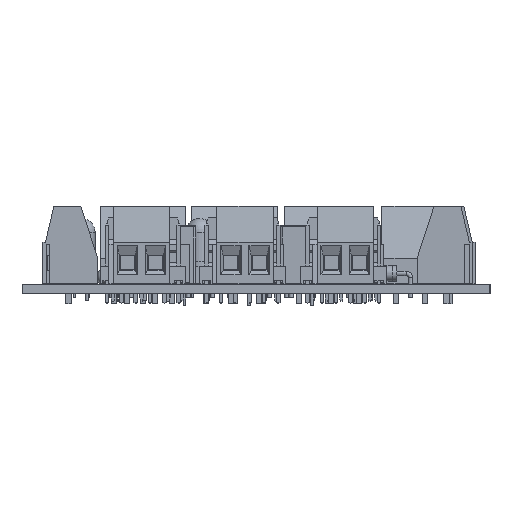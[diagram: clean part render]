
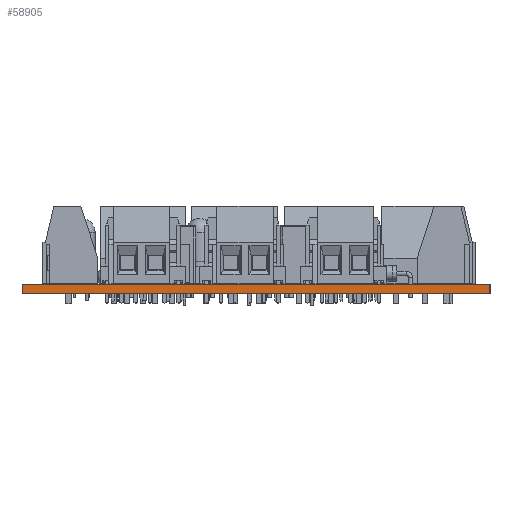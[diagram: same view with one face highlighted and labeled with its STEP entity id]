
A CAD part, left-side view. The second image highlights one B-rep face of the part: STEP entity #58905.
In plain terms, the highlighted planar face has unit normal (-1, 0, 0).
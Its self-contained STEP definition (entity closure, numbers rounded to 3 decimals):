
#58724 = PLANE('',#58725);
#58725 = AXIS2_PLACEMENT_3D('',#58726,#58727,#58728);
#58726 = CARTESIAN_POINT('',(158.242,-125.857,0.));
#58727 = DIRECTION('',(0.,-1.,0.));
#58728 = DIRECTION('',(-1.,0.,0.));
#58749 = VERTEX_POINT('',#58750);
#58750 = CARTESIAN_POINT('',(47.625,-125.857,1.6));
#58764 = PLANE('',#58765);
#58765 = AXIS2_PLACEMENT_3D('',#58766,#58767,#58768);
#58766 = CARTESIAN_POINT('',(102.934,-84.328,1.6));
#58767 = DIRECTION('',(-0.,-0.,-1.));
#58768 = DIRECTION('',(-1.,0.,0.));
#58776 = EDGE_CURVE('',#58777,#58749,#58779,.T.);
#58777 = VERTEX_POINT('',#58778);
#58778 = CARTESIAN_POINT('',(47.625,-125.857,0.));
#58779 = SURFACE_CURVE('',#58780,(#58784,#58791),.PCURVE_S1.);
#58780 = LINE('',#58781,#58782);
#58781 = CARTESIAN_POINT('',(47.625,-125.857,0.));
#58782 = VECTOR('',#58783,1.);
#58783 = DIRECTION('',(0.,0.,1.));
#58784 = PCURVE('',#58724,#58785);
#58785 = DEFINITIONAL_REPRESENTATION('',(#58786),#58790);
#58786 = LINE('',#58787,#58788);
#58787 = CARTESIAN_POINT('',(110.617,0.));
#58788 = VECTOR('',#58789,1.);
#58789 = DIRECTION('',(0.,-1.));
#58790 = ( GEOMETRIC_REPRESENTATION_CONTEXT(2) 
PARAMETRIC_REPRESENTATION_CONTEXT() REPRESENTATION_CONTEXT('2D SPACE',''
  ) );
#58791 = PCURVE('',#58792,#58797);
#58792 = PLANE('',#58793);
#58793 = AXIS2_PLACEMENT_3D('',#58794,#58795,#58796);
#58794 = CARTESIAN_POINT('',(47.625,-125.857,0.));
#58795 = DIRECTION('',(-1.,0.,0.));
#58796 = DIRECTION('',(0.,1.,0.));
#58797 = DEFINITIONAL_REPRESENTATION('',(#58798),#58802);
#58798 = LINE('',#58799,#58800);
#58799 = CARTESIAN_POINT('',(0.,0.));
#58800 = VECTOR('',#58801,1.);
#58801 = DIRECTION('',(0.,-1.));
#58802 = ( GEOMETRIC_REPRESENTATION_CONTEXT(2) 
PARAMETRIC_REPRESENTATION_CONTEXT() REPRESENTATION_CONTEXT('2D SPACE',''
  ) );
#58818 = PLANE('',#58819);
#58819 = AXIS2_PLACEMENT_3D('',#58820,#58821,#58822);
#58820 = CARTESIAN_POINT('',(102.934,-84.328,0.));
#58821 = DIRECTION('',(-0.,-0.,-1.));
#58822 = DIRECTION('',(-1.,0.,0.));
#58851 = PLANE('',#58852);
#58852 = AXIS2_PLACEMENT_3D('',#58853,#58854,#58855);
#58853 = CARTESIAN_POINT('',(47.625,-42.799,0.));
#58854 = DIRECTION('',(0.,1.,0.));
#58855 = DIRECTION('',(1.,0.,0.));
#58905 = ADVANCED_FACE('',(#58906),#58792,.T.);
#58906 = FACE_BOUND('',#58907,.T.);
#58907 = EDGE_LOOP('',(#58908,#58909,#58932,#58955));
#58908 = ORIENTED_EDGE('',*,*,#58776,.T.);
#58909 = ORIENTED_EDGE('',*,*,#58910,.T.);
#58910 = EDGE_CURVE('',#58749,#58911,#58913,.T.);
#58911 = VERTEX_POINT('',#58912);
#58912 = CARTESIAN_POINT('',(47.625,-42.799,1.6));
#58913 = SURFACE_CURVE('',#58914,(#58918,#58925),.PCURVE_S1.);
#58914 = LINE('',#58915,#58916);
#58915 = CARTESIAN_POINT('',(47.625,-125.857,1.6));
#58916 = VECTOR('',#58917,1.);
#58917 = DIRECTION('',(0.,1.,0.));
#58918 = PCURVE('',#58792,#58919);
#58919 = DEFINITIONAL_REPRESENTATION('',(#58920),#58924);
#58920 = LINE('',#58921,#58922);
#58921 = CARTESIAN_POINT('',(0.,-1.6));
#58922 = VECTOR('',#58923,1.);
#58923 = DIRECTION('',(1.,0.));
#58924 = ( GEOMETRIC_REPRESENTATION_CONTEXT(2) 
PARAMETRIC_REPRESENTATION_CONTEXT() REPRESENTATION_CONTEXT('2D SPACE',''
  ) );
#58925 = PCURVE('',#58764,#58926);
#58926 = DEFINITIONAL_REPRESENTATION('',(#58927),#58931);
#58927 = LINE('',#58928,#58929);
#58928 = CARTESIAN_POINT('',(55.309,-41.529));
#58929 = VECTOR('',#58930,1.);
#58930 = DIRECTION('',(0.,1.));
#58931 = ( GEOMETRIC_REPRESENTATION_CONTEXT(2) 
PARAMETRIC_REPRESENTATION_CONTEXT() REPRESENTATION_CONTEXT('2D SPACE',''
  ) );
#58932 = ORIENTED_EDGE('',*,*,#58933,.F.);
#58933 = EDGE_CURVE('',#58934,#58911,#58936,.T.);
#58934 = VERTEX_POINT('',#58935);
#58935 = CARTESIAN_POINT('',(47.625,-42.799,0.));
#58936 = SURFACE_CURVE('',#58937,(#58941,#58948),.PCURVE_S1.);
#58937 = LINE('',#58938,#58939);
#58938 = CARTESIAN_POINT('',(47.625,-42.799,0.));
#58939 = VECTOR('',#58940,1.);
#58940 = DIRECTION('',(0.,0.,1.));
#58941 = PCURVE('',#58792,#58942);
#58942 = DEFINITIONAL_REPRESENTATION('',(#58943),#58947);
#58943 = LINE('',#58944,#58945);
#58944 = CARTESIAN_POINT('',(83.058,0.));
#58945 = VECTOR('',#58946,1.);
#58946 = DIRECTION('',(0.,-1.));
#58947 = ( GEOMETRIC_REPRESENTATION_CONTEXT(2) 
PARAMETRIC_REPRESENTATION_CONTEXT() REPRESENTATION_CONTEXT('2D SPACE',''
  ) );
#58948 = PCURVE('',#58851,#58949);
#58949 = DEFINITIONAL_REPRESENTATION('',(#58950),#58954);
#58950 = LINE('',#58951,#58952);
#58951 = CARTESIAN_POINT('',(0.,0.));
#58952 = VECTOR('',#58953,1.);
#58953 = DIRECTION('',(0.,-1.));
#58954 = ( GEOMETRIC_REPRESENTATION_CONTEXT(2) 
PARAMETRIC_REPRESENTATION_CONTEXT() REPRESENTATION_CONTEXT('2D SPACE',''
  ) );
#58955 = ORIENTED_EDGE('',*,*,#58956,.F.);
#58956 = EDGE_CURVE('',#58777,#58934,#58957,.T.);
#58957 = SURFACE_CURVE('',#58958,(#58962,#58969),.PCURVE_S1.);
#58958 = LINE('',#58959,#58960);
#58959 = CARTESIAN_POINT('',(47.625,-125.857,0.));
#58960 = VECTOR('',#58961,1.);
#58961 = DIRECTION('',(0.,1.,0.));
#58962 = PCURVE('',#58792,#58963);
#58963 = DEFINITIONAL_REPRESENTATION('',(#58964),#58968);
#58964 = LINE('',#58965,#58966);
#58965 = CARTESIAN_POINT('',(0.,0.));
#58966 = VECTOR('',#58967,1.);
#58967 = DIRECTION('',(1.,0.));
#58968 = ( GEOMETRIC_REPRESENTATION_CONTEXT(2) 
PARAMETRIC_REPRESENTATION_CONTEXT() REPRESENTATION_CONTEXT('2D SPACE',''
  ) );
#58969 = PCURVE('',#58818,#58970);
#58970 = DEFINITIONAL_REPRESENTATION('',(#58971),#58975);
#58971 = LINE('',#58972,#58973);
#58972 = CARTESIAN_POINT('',(55.309,-41.529));
#58973 = VECTOR('',#58974,1.);
#58974 = DIRECTION('',(0.,1.));
#58975 = ( GEOMETRIC_REPRESENTATION_CONTEXT(2) 
PARAMETRIC_REPRESENTATION_CONTEXT() REPRESENTATION_CONTEXT('2D SPACE',''
  ) );
